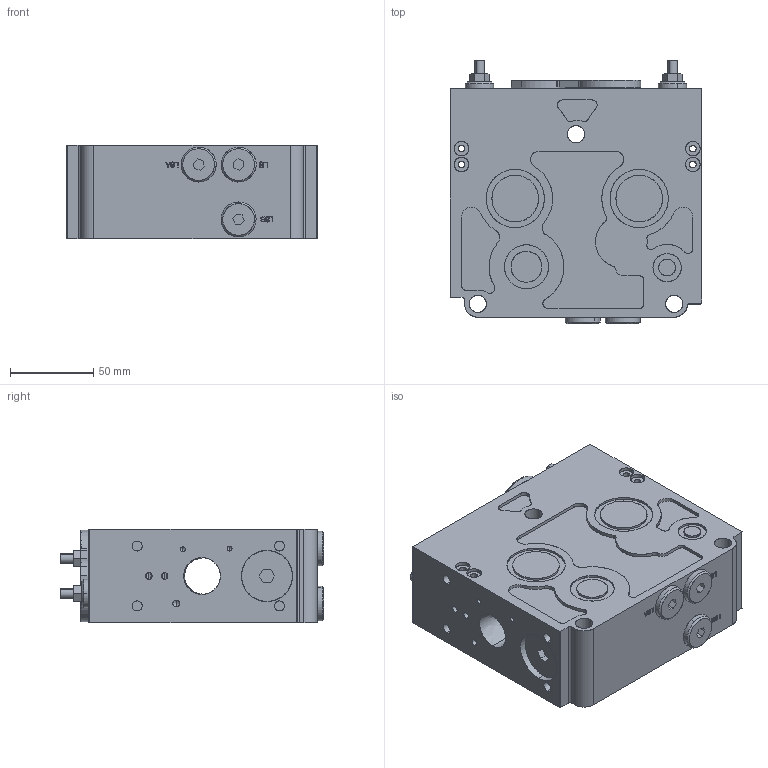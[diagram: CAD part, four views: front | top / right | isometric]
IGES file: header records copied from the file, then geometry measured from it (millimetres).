
Start section: SolidWorks IGES file using analytic representation for surfaces
Global section: file name: HEM0007702315.igs; native system: SolidWorks 2012; preprocessor: SolidWorks 2012; author: ARUTPUT15; date: 131005.122456; units: millimetre
Bounding box: 151 x 158.53 x 56 mm (x, y, z)
Surface area: 126723.9 mm2 (no closed solid volume)
Topology: 0 solids, 0 shells, 674 faces, 10735 edges, 10713 vertices
Faces by surface type: revolution 357, bspline 317
